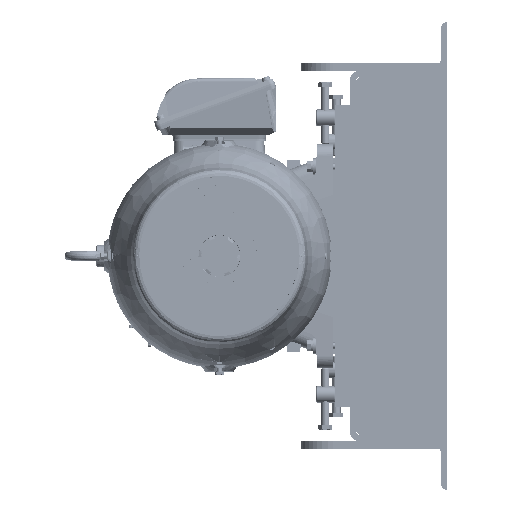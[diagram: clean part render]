
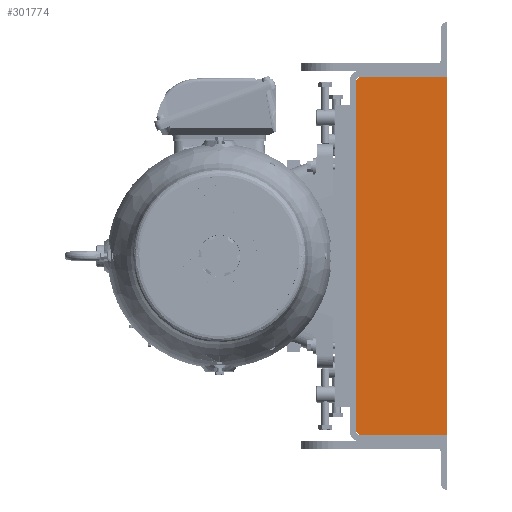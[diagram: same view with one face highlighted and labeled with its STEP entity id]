
A CAD part, left-side view. The second image highlights one B-rep face of the part: STEP entity #301774.
In plain terms, the highlighted planar face has unit normal (-1, 0, 0).
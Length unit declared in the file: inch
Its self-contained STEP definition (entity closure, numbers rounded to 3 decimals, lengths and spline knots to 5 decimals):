
#30145 = VERTEX_POINT ( 'NONE', #40032 ) ;
#31376 = EDGE_CURVE ( 'NONE', #281140, #133459, #109780, .T. ) ;
#36456 = EDGE_CURVE ( 'NONE', #434695, #281140, #166118, .T. ) ;
#38411 = CARTESIAN_POINT ( 'NONE',  ( 0., 5.54167, -22.20833 ) ) ;
#40032 = CARTESIAN_POINT ( 'NONE',  ( 0., 5.625, -0.625 ) ) ;
#44121 = CARTESIAN_POINT ( 'NONE',  ( 0., 5.375, -22.375 ) ) ;
#47982 = ORIENTED_EDGE ( 'NONE', *, *, #212823, .T. ) ;
#60130 = CARTESIAN_POINT ( 'NONE',  ( 0., 0., -0.375 ) ) ;
#67310 = DIRECTION ( 'NONE',  ( 0., 0., 1. ) ) ;
#68757 = PLANE ( 'NONE',  #342746 ) ;
#87326 = EDGE_CURVE ( 'NONE', #133459, #30145, #443497, .T. ) ;
#93608 = CARTESIAN_POINT ( 'NONE',  ( 0., 5.54167, -0.54167 ) ) ;
#95069 = CARTESIAN_POINT ( 'NONE',  ( 0., 5.45833, -0.45833 ) ) ;
#109780 = B_SPLINE_CURVE_WITH_KNOTS ( 'NONE', 3,
 ( #338944, #305651, #206036, #444385 ),
 .UNSPECIFIED., .F., .F.,
 ( 4, 4 ),
 ( 0., 1. ),
 .UNSPECIFIED. ) ;
#126260 = VERTEX_POINT ( 'NONE', #169409 ) ;
#133459 = VERTEX_POINT ( 'NONE', #347242 ) ;
#149222 = CARTESIAN_POINT ( 'NONE',  ( 0., 5.625, -22.125 ) ) ;
#149568 = ORIENTED_EDGE ( 'NONE', *, *, #87326, .T. ) ;
#152274 = B_SPLINE_CURVE_WITH_KNOTS ( 'NONE', 3,
 ( #344651, #38411, #379385, #276717 ),
 .UNSPECIFIED., .F., .F.,
 ( 4, 4 ),
 ( 0., 1. ),
 .UNSPECIFIED. ) ;
#166118 = B_SPLINE_CURVE_WITH_KNOTS ( 'NONE', 3,
 ( #405957, #268635, #338116, #408872 ),
 .UNSPECIFIED., .F., .F.,
 ( 4, 4 ),
 ( 0., 1. ),
 .UNSPECIFIED. ) ;
#169409 = CARTESIAN_POINT ( 'NONE',  ( 0., 5.375, -22.375 ) ) ;
#173773 = CARTESIAN_POINT ( 'NONE',  ( 0., 5.625, -14.95833 ) ) ;
#201549 = CARTESIAN_POINT ( 'NONE',  ( 0., 0., -0.1186 ) ) ;
#206036 = CARTESIAN_POINT ( 'NONE',  ( 0., 3.58333, -0.375 ) ) ;
#212823 = EDGE_CURVE ( 'NONE', #126260, #434695, #326604, .T. ) ;
#217449 = CARTESIAN_POINT ( 'NONE',  ( 0., 0., -22.375 ) ) ;
#226241 = CARTESIAN_POINT ( 'NONE',  ( 0., 0., -22.375 ) ) ;
#232257 = ORIENTED_EDGE ( 'NONE', *, *, #31376, .T. ) ;
#240806 = EDGE_CURVE ( 'NONE', #297440, #126260, #152274, .T. ) ;
#268635 = CARTESIAN_POINT ( 'NONE',  ( 0., 0., -15.04167 ) ) ;
#276025 = CARTESIAN_POINT ( 'NONE',  ( 0., 5.625, -0.625 ) ) ;
#276717 = CARTESIAN_POINT ( 'NONE',  ( 0., 5.375, -22.375 ) ) ;
#281140 = VERTEX_POINT ( 'NONE', #60130 ) ;
#282964 = DIRECTION ( 'NONE',  ( -1., 0., 0. ) ) ;
#285394 = CARTESIAN_POINT ( 'NONE',  ( 0., 3.58333, -22.375 ) ) ;
#290830 = B_SPLINE_CURVE_WITH_KNOTS ( 'NONE', 3,
 ( #409073, #377434, #173773, #309486 ),
 .UNSPECIFIED., .F., .F.,
 ( 4, 4 ),
 ( 0., 1. ),
 .UNSPECIFIED. ) ;
#297440 = VERTEX_POINT ( 'NONE', #149222 ) ;
#297489 = CARTESIAN_POINT ( 'NONE',  ( 0., 1.79167, -22.375 ) ) ;
#301774 = ADVANCED_FACE ( 'NONE', ( #395818 ), #68757, .T. ) ;
#305651 = CARTESIAN_POINT ( 'NONE',  ( 0., 1.79167, -0.375 ) ) ;
#308434 = ORIENTED_EDGE ( 'NONE', *, *, #36456, .T. ) ;
#309486 = CARTESIAN_POINT ( 'NONE',  ( 0., 5.625, -22.125 ) ) ;
#317619 = ORIENTED_EDGE ( 'NONE', *, *, #240806, .T. ) ;
#326604 = B_SPLINE_CURVE_WITH_KNOTS ( 'NONE', 3,
 ( #44121, #285394, #297489, #217449 ),
 .UNSPECIFIED., .F., .F.,
 ( 4, 4 ),
 ( 0., 1. ),
 .UNSPECIFIED. ) ;
#338116 = CARTESIAN_POINT ( 'NONE',  ( 0., 0., -7.70833 ) ) ;
#338944 = CARTESIAN_POINT ( 'NONE',  ( 0., 0., -0.375 ) ) ;
#342746 = AXIS2_PLACEMENT_3D ( 'NONE', #201549, #282964, #67310 ) ;
#344651 = CARTESIAN_POINT ( 'NONE',  ( 0., 5.625, -22.125 ) ) ;
#347242 = CARTESIAN_POINT ( 'NONE',  ( 0., 5.375, -0.375 ) ) ;
#352306 = EDGE_LOOP ( 'NONE', ( #149568, #429795, #317619, #47982, #308434, #232257 ) ) ;
#377434 = CARTESIAN_POINT ( 'NONE',  ( 0., 5.625, -7.79167 ) ) ;
#379385 = CARTESIAN_POINT ( 'NONE',  ( 0., 5.45833, -22.29167 ) ) ;
#395818 = FACE_OUTER_BOUND ( 'NONE', #352306, .T. ) ;
#405806 = EDGE_CURVE ( 'NONE', #30145, #297440, #290830, .T. ) ;
#405957 = CARTESIAN_POINT ( 'NONE',  ( 0., 0., -22.375 ) ) ;
#408872 = CARTESIAN_POINT ( 'NONE',  ( 0., 0., -0.375 ) ) ;
#409073 = CARTESIAN_POINT ( 'NONE',  ( 0., 5.625, -0.625 ) ) ;
#429795 = ORIENTED_EDGE ( 'NONE', *, *, #405806, .T. ) ;
#434695 = VERTEX_POINT ( 'NONE', #226241 ) ;
#437413 = CARTESIAN_POINT ( 'NONE',  ( 0., 5.375, -0.375 ) ) ;
#443497 = B_SPLINE_CURVE_WITH_KNOTS ( 'NONE', 3,
 ( #437413, #95069, #93608, #276025 ),
 .UNSPECIFIED., .F., .F.,
 ( 4, 4 ),
 ( 0., 1. ),
 .UNSPECIFIED. ) ;
#444385 = CARTESIAN_POINT ( 'NONE',  ( 0., 5.375, -0.375 ) ) ;
